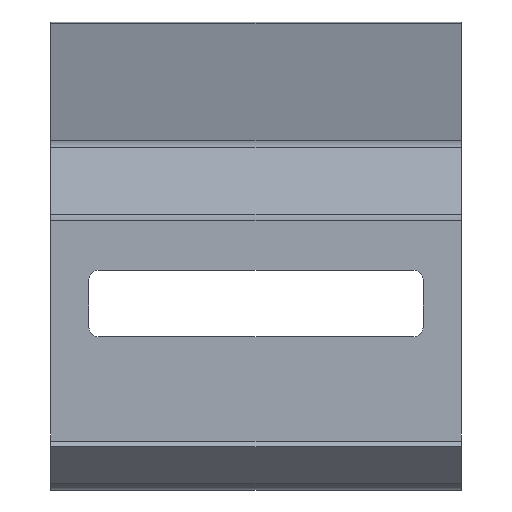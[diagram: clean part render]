
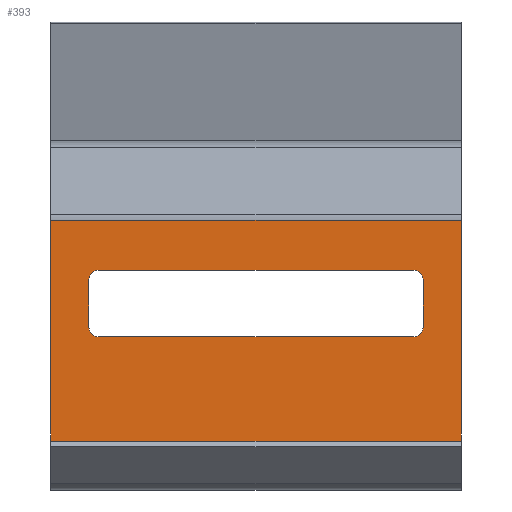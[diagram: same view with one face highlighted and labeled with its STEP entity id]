
A CAD part, front view. The second image highlights one B-rep face of the part: STEP entity #393.
In plain terms, the highlighted planar face has unit normal (0, -1, 0).
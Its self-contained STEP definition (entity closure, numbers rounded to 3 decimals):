
#5 = ORIENTED_EDGE ( 'NONE', *, *, #380, .F. ) ;
#12 = CARTESIAN_POINT ( 'NONE',  ( 21.5, -0.8, -0.303 ) ) ;
#16 = CIRCLE ( 'NONE', #216, 1. ) ;
#20 = LINE ( 'NONE', #368, #854 ) ;
#32 = CARTESIAN_POINT ( 'NONE',  ( -21.5, -0.8, -26.247 ) ) ;
#33 = CARTESIAN_POINT ( 'NONE',  ( 16.5, -0.8, -11.5 ) ) ;
#64 = CARTESIAN_POINT ( 'NONE',  ( -17.5, -0.8, -31. ) ) ;
#72 = VECTOR ( 'NONE', #647, 1000. ) ;
#129 = VERTEX_POINT ( 'NONE', #564 ) ;
#130 = DIRECTION ( 'NONE',  ( 0., 0., 1. ) ) ;
#137 = DIRECTION ( 'NONE',  ( 0., 0., -1. ) ) ;
#148 = VERTEX_POINT ( 'NONE', #569 ) ;
#164 = VERTEX_POINT ( 'NONE', #32 ) ;
#184 = ORIENTED_EDGE ( 'NONE', *, *, #514, .T. ) ;
#187 = ORIENTED_EDGE ( 'NONE', *, *, #258, .T. ) ;
#194 = VECTOR ( 'NONE', #466, 1000. ) ;
#211 = DIRECTION ( 'NONE',  ( 0., 0., -1. ) ) ;
#216 = AXIS2_PLACEMENT_3D ( 'NONE', #1064, #389, #979 ) ;
#224 = PLANE ( 'NONE',  #382 ) ;
#235 = ORIENTED_EDGE ( 'NONE', *, *, #399, .F. ) ;
#237 = CARTESIAN_POINT ( 'NONE',  ( -17.5, -0.8, -11.5 ) ) ;
#258 = EDGE_CURVE ( 'NONE', #859, #931, #892, .T. ) ;
#262 = ORIENTED_EDGE ( 'NONE', *, *, #484, .F. ) ;
#289 = EDGE_CURVE ( 'NONE', #164, #931, #20, .T. ) ;
#301 = LINE ( 'NONE', #1068, #506 ) ;
#302 = ORIENTED_EDGE ( 'NONE', *, *, #1030, .T. ) ;
#310 = CARTESIAN_POINT ( 'NONE',  ( -21.5, -0.8, -31. ) ) ;
#368 = CARTESIAN_POINT ( 'NONE',  ( -21.5, -0.8, -31. ) ) ;
#380 = EDGE_CURVE ( 'NONE', #148, #129, #900, .T. ) ;
#382 = AXIS2_PLACEMENT_3D ( 'NONE', #310, #905, #137 ) ;
#383 = DIRECTION ( 'NONE',  ( 0., 1., 0. ) ) ;
#386 = VERTEX_POINT ( 'NONE', #574 ) ;
#389 = DIRECTION ( 'NONE',  ( 0., 1., 0. ) ) ;
#393 = ADVANCED_FACE ( 'NONE', ( #567, #488 ), #224, .T. ) ;
#399 = EDGE_CURVE ( 'NONE', #589, #531, #657, .T. ) ;
#412 = CARTESIAN_POINT ( 'NONE',  ( 16.5, -0.8, -6.5 ) ) ;
#427 = VERTEX_POINT ( 'NONE', #962 ) ;
#429 = VERTEX_POINT ( 'NONE', #860 ) ;
#434 = DIRECTION ( 'NONE',  ( 0., 0., 1. ) ) ;
#446 = LINE ( 'NONE', #850, #994 ) ;
#450 = VECTOR ( 'NONE', #672, 1000. ) ;
#452 = EDGE_CURVE ( 'NONE', #427, #859, #446, .T. ) ;
#456 = ORIENTED_EDGE ( 'NONE', *, *, #289, .F. ) ;
#457 = CARTESIAN_POINT ( 'NONE',  ( -16.5, -0.8, -5.5 ) ) ;
#461 = ORIENTED_EDGE ( 'NONE', *, *, #452, .T. ) ;
#466 = DIRECTION ( 'NONE',  ( -1., 0., 0. ) ) ;
#483 = DIRECTION ( 'NONE',  ( -1., 0., 0. ) ) ;
#484 = EDGE_CURVE ( 'NONE', #386, #429, #301, .T. ) ;
#488 = FACE_OUTER_BOUND ( 'NONE', #643, .T. ) ;
#489 = CARTESIAN_POINT ( 'NONE',  ( -16.5, -0.8, -11.5 ) ) ;
#490 = VECTOR ( 'NONE', #483, 1000. ) ;
#496 = DIRECTION ( 'NONE',  ( 0., 1., 0. ) ) ;
#506 = VECTOR ( 'NONE', #724, 1000. ) ;
#507 = EDGE_CURVE ( 'NONE', #427, #164, #811, .T. ) ;
#514 = EDGE_CURVE ( 'NONE', #888, #531, #16, .T. ) ;
#531 = VERTEX_POINT ( 'NONE', #457 ) ;
#564 = CARTESIAN_POINT ( 'NONE',  ( 17.5, -0.8, -6.5 ) ) ;
#567 = FACE_BOUND ( 'NONE', #710, .T. ) ;
#569 = CARTESIAN_POINT ( 'NONE',  ( 17.5, -0.8, -11.5 ) ) ;
#571 = DIRECTION ( 'NONE',  ( 0., 1., 0. ) ) ;
#574 = CARTESIAN_POINT ( 'NONE',  ( -16.5, -0.8, -12.5 ) ) ;
#589 = VERTEX_POINT ( 'NONE', #717 ) ;
#599 = CARTESIAN_POINT ( 'NONE',  ( -17.5, -0.8, -6.5 ) ) ;
#633 = EDGE_CURVE ( 'NONE', #589, #129, #649, .T. ) ;
#643 = EDGE_LOOP ( 'NONE', ( #456, #949, #461, #187 ) ) ;
#647 = DIRECTION ( 'NONE',  ( -1., 0., 0. ) ) ;
#649 = CIRCLE ( 'NONE', #851, 1. ) ;
#657 = LINE ( 'NONE', #910, #490 ) ;
#672 = DIRECTION ( 'NONE',  ( 0., 0., -1. ) ) ;
#675 = CIRCLE ( 'NONE', #808, 1. ) ;
#686 = EDGE_CURVE ( 'NONE', #888, #1069, #1079, .T. ) ;
#703 = CARTESIAN_POINT ( 'NONE',  ( 21.5, -0.8, -0.303 ) ) ;
#705 = ORIENTED_EDGE ( 'NONE', *, *, #1073, .T. ) ;
#708 = DIRECTION ( 'NONE',  ( 0., 0., 1. ) ) ;
#710 = EDGE_LOOP ( 'NONE', ( #5, #302, #262, #705, #730, #184, #235, #812 ) ) ;
#717 = CARTESIAN_POINT ( 'NONE',  ( 16.5, -0.8, -5.5 ) ) ;
#724 = DIRECTION ( 'NONE',  ( 1., 0., 0. ) ) ;
#730 = ORIENTED_EDGE ( 'NONE', *, *, #686, .F. ) ;
#741 = CARTESIAN_POINT ( 'NONE',  ( 17.5, -0.8, -31. ) ) ;
#789 = CARTESIAN_POINT ( 'NONE',  ( 21.5, -0.8, -26.247 ) ) ;
#808 = AXIS2_PLACEMENT_3D ( 'NONE', #489, #496, #906 ) ;
#811 = LINE ( 'NONE', #789, #72 ) ;
#812 = ORIENTED_EDGE ( 'NONE', *, *, #633, .T. ) ;
#847 = AXIS2_PLACEMENT_3D ( 'NONE', #33, #383, #211 ) ;
#850 = CARTESIAN_POINT ( 'NONE',  ( 21.5, -0.8, -31. ) ) ;
#851 = AXIS2_PLACEMENT_3D ( 'NONE', #412, #571, #908 ) ;
#854 = VECTOR ( 'NONE', #708, 1000. ) ;
#859 = VERTEX_POINT ( 'NONE', #12 ) ;
#860 = CARTESIAN_POINT ( 'NONE',  ( 16.5, -0.8, -12.5 ) ) ;
#863 = CIRCLE ( 'NONE', #847, 1. ) ;
#888 = VERTEX_POINT ( 'NONE', #599 ) ;
#892 = LINE ( 'NONE', #703, #194 ) ;
#900 = LINE ( 'NONE', #741, #972 ) ;
#905 = DIRECTION ( 'NONE',  ( 0., -1., 0. ) ) ;
#906 = DIRECTION ( 'NONE',  ( 0., 0., -1. ) ) ;
#908 = DIRECTION ( 'NONE',  ( 0., 0., -1. ) ) ;
#910 = CARTESIAN_POINT ( 'NONE',  ( -21.5, -0.8, -5.5 ) ) ;
#931 = VERTEX_POINT ( 'NONE', #983 ) ;
#949 = ORIENTED_EDGE ( 'NONE', *, *, #507, .F. ) ;
#962 = CARTESIAN_POINT ( 'NONE',  ( 21.5, -0.8, -26.247 ) ) ;
#972 = VECTOR ( 'NONE', #130, 1000. ) ;
#979 = DIRECTION ( 'NONE',  ( 0., 0., -1. ) ) ;
#983 = CARTESIAN_POINT ( 'NONE',  ( -21.5, -0.8, -0.303 ) ) ;
#994 = VECTOR ( 'NONE', #434, 1000. ) ;
#1030 = EDGE_CURVE ( 'NONE', #148, #429, #863, .T. ) ;
#1064 = CARTESIAN_POINT ( 'NONE',  ( -16.5, -0.8, -6.5 ) ) ;
#1068 = CARTESIAN_POINT ( 'NONE',  ( -21.5, -0.8, -12.5 ) ) ;
#1069 = VERTEX_POINT ( 'NONE', #237 ) ;
#1073 = EDGE_CURVE ( 'NONE', #386, #1069, #675, .T. ) ;
#1079 = LINE ( 'NONE', #64, #450 ) ;
